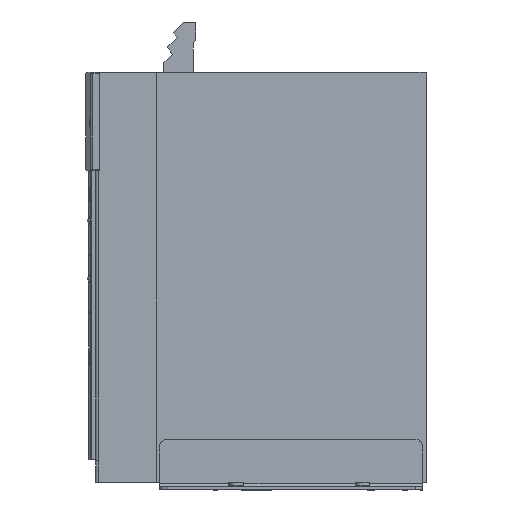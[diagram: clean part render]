
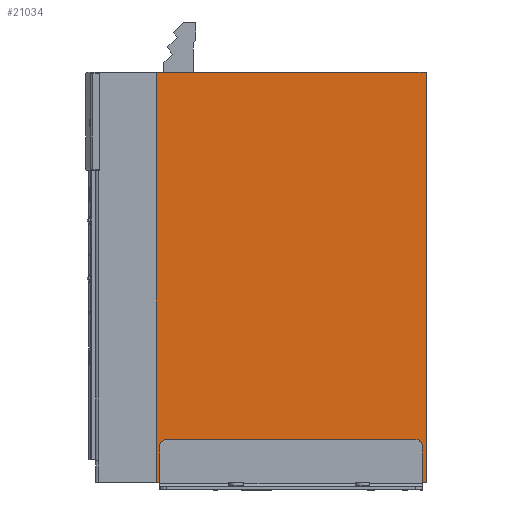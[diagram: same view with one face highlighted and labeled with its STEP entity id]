
A CAD part, left-side view. The second image highlights one B-rep face of the part: STEP entity #21034.
In plain terms, the highlighted planar face has unit normal (-1, 0, 0).
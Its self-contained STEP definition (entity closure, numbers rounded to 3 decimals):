
#21021=AXIS2_PLACEMENT_3D('Plane Axis2P3D',#21018,#21019,#21020) ;
#20548=CARTESIAN_POINT('Vertex',(-384.,0.,325.)) ;
#20551=CARTESIAN_POINT('Line Origine',(-384.,0.,162.5)) ;
#20555=CARTESIAN_POINT('Vertex',(-384.,0.,0.)) ;
#20689=CARTESIAN_POINT('Line Origine',(-384.,214.,162.5)) ;
#20693=CARTESIAN_POINT('Vertex',(-384.,214.,0.)) ;
#20695=CARTESIAN_POINT('Vertex',(-384.,214.,325.)) ;
#21002=CARTESIAN_POINT('Line Origine',(-384.,107.,325.)) ;
#21018=CARTESIAN_POINT('Axis2P3D Location',(-384.,0.,0.)) ;
#21023=CARTESIAN_POINT('Line Origine',(-384.,107.,0.)) ;
#20552=DIRECTION('Vector Direction',(0.,0.,1.)) ;
#20690=DIRECTION('Vector Direction',(0.,0.,-1.)) ;
#21003=DIRECTION('Vector Direction',(0.,1.,0.)) ;
#21019=DIRECTION('Axis2P3D Direction',(-1.,0.,0.)) ;
#21020=DIRECTION('Axis2P3D XDirection',(0.,0.,1.)) ;
#21024=DIRECTION('Vector Direction',(0.,1.,0.)) ;
#20553=VECTOR('Line Direction',#20552,1.) ;
#20691=VECTOR('Line Direction',#20690,1.) ;
#21004=VECTOR('Line Direction',#21003,1.) ;
#21025=VECTOR('Line Direction',#21024,1.) ;
#21029=ORIENTED_EDGE('',*,*,#21027,.F.) ;
#21030=ORIENTED_EDGE('',*,*,#20557,.T.) ;
#21031=ORIENTED_EDGE('',*,*,#21006,.T.) ;
#21032=ORIENTED_EDGE('',*,*,#20697,.F.) ;
#21034=ADVANCED_FACE('RX0153001_1PA_001_00_PARTE_N2_III.1',(#21033),#21022,.T.) ;
#20557=EDGE_CURVE('',#20556,#20549,#20554,.T.) ;
#20697=EDGE_CURVE('',#20694,#20696,#20692,.F.) ;
#21006=EDGE_CURVE('',#20549,#20696,#21005,.T.) ;
#21027=EDGE_CURVE('',#20556,#20694,#21026,.T.) ;
#21028=EDGE_LOOP('',(#21029,#21030,#21031,#21032)) ;
#21033=FACE_OUTER_BOUND('',#21028,.T.) ;
#20554=LINE('Line',#20551,#20553) ;
#20692=LINE('Line',#20689,#20691) ;
#21005=LINE('Line',#21002,#21004) ;
#21026=LINE('Line',#21023,#21025) ;
#21022=PLANE('',#21021) ;
#20549=VERTEX_POINT('',#20548) ;
#20556=VERTEX_POINT('',#20555) ;
#20694=VERTEX_POINT('',#20693) ;
#20696=VERTEX_POINT('',#20695) ;
